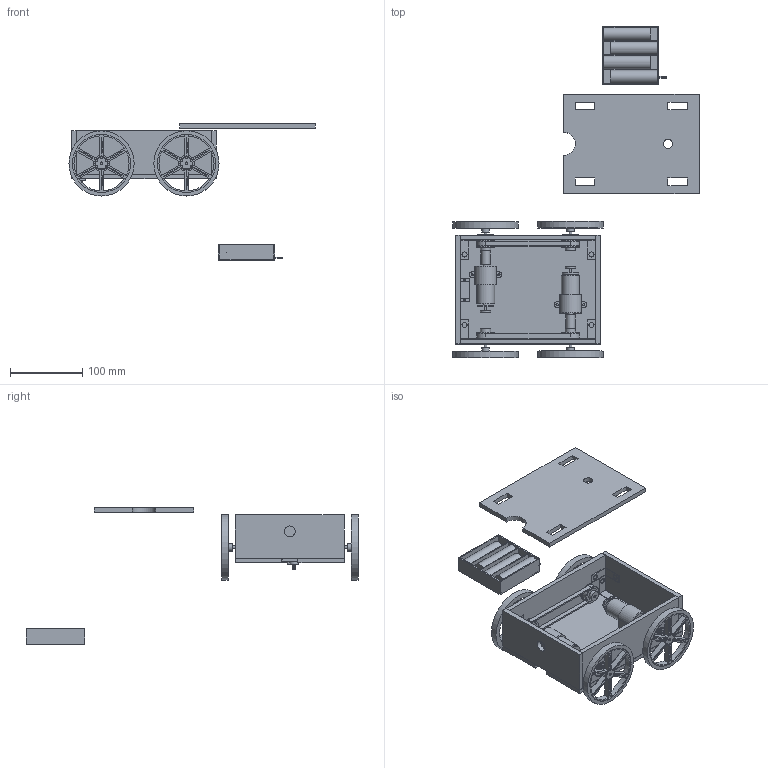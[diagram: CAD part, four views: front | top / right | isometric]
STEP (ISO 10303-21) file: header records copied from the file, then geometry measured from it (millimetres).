
FILE_DESCRIPTION( ( '' ), ' ' );
FILE_NAME( '5a8d78bfafb7bd0da0b03616.step', '2018-02-21T13:48:48', ( '' ), ( '' ), ' ', ' ', ' ' );
FILE_SCHEMA( ( 'AUTOMOTIVE_DESIGN { 1 0 10303 214 1 1 1 1 }' ) );
Length unit declared in the file: metre
Products named in the file (21): Assem1; Part 1; DriveShaft; ServoBody
Assembly tree (49 placements, depth 2):
  Assem1
    Part 1  x2
    Part 1  x4
    Part 1  x4
    Part 1  x2
    Part 1  x2
    Part 1  x4
    Part 1  x4
    Part 1  x2
    Part 1  x2
    Part 1
    Part 1
    DriveShaft
    ServoBody
    Part 1  x2
    Part 1
    Part 1  x8
    Part 1
    Part 1
    Part 1  x4
    Part 1  x2
Bounding box: 339.85 x 458.35 x 188.83 mm (x, y, z)
Volume: 879169.9 mm3; surface area: 392701.9 mm2
Topology: 49 solids, 49 shells, 788 faces, 1886 edges, 1248 vertices
Faces by surface type: plane 464, cylinder 294, extrusion 24, sphere 4, torus 2
Full cylindrical faces by diameter (mm): 1 x16, 1.5 x3, 1.75 x2, 2.5 x24, 3 x4, 4 x22, 5 x1, 6.4 x2, 7 x18, 8 x8, 10 x4, 12 x8, 12.45 x1, 12.7 x2, 14 x6, 15 x1, 18 x8, 18.2 x2, 18.3 x2, 20 x4, 22 x8, 23.2 x2, 25 x10, 25.1 x2, 80 x4, 90 x4
Entity records: 14026 total; most frequent: CARTESIAN_POINT 2189, DIRECTION 2160, ORIENTED_EDGE 1914, EDGE_CURVE 957, AXIS2_PLACEMENT_3D 744, VECTOR 672, VERTEX_POINT 671, LINE 666
